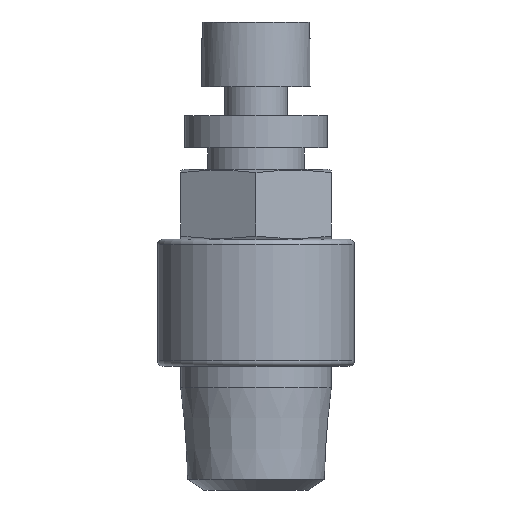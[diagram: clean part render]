
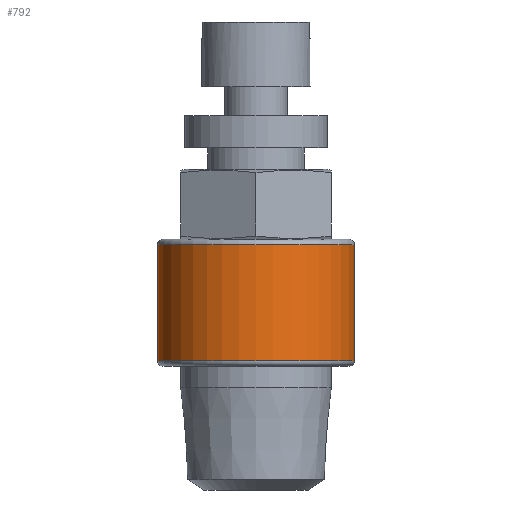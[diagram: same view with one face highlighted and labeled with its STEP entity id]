
A CAD part, left-side view. The second image highlights one B-rep face of the part: STEP entity #792.
In plain terms, the highlighted cylindrical face has radius 9.15 mm (diameter 18.3 mm), a full revolution.
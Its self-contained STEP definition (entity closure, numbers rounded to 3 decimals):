
#26=FACE_BOUND('',#191,.T.);
#29=B_SPLINE_CURVE_WITH_KNOTS('',3,(#1206,#1207,#1208,#1209,#1210,#1211,
#1212,#1213,#1214,#1215,#1216,#1217,#1218,#1219,#1220,#1221,#1222,#1223,
#1224,#1225,#1226,#1227,#1228,#1229,#1230,#1231,#1232,#1233,#1234,#1235,
#1236,#1237,#1238,#1239),.UNSPECIFIED.,.F.,.F.,(4,2,2,2,2,2,2,2,2,2,2,2,
2,2,2,2,4),(0.74,0.855,1.71,2.566,
3.421,4.274,5.127,5.981,6.834,
7.687,8.54,9.393,10.246,11.102,
11.957,12.812,12.928),.UNSPECIFIED.);
#30=B_SPLINE_CURVE_WITH_KNOTS('',3,(#1244,#1245,#1246,#1247,#1248,#1249,
#1250,#1251,#1252,#1253,#1254,#1255,#1256,#1257,#1258,#1259,#1260,#1261,
#1262,#1263,#1264,#1265,#1266,#1267,#1268,#1269,#1270,#1271,#1272,#1273,
#1274,#1275,#1276,#1277),.UNSPECIFIED.,.F.,.F.,(4,2,2,2,2,2,2,2,2,2,2,2,
2,2,2,2,4),(14.407,14.523,15.378,16.233,
17.088,17.942,18.795,19.648,20.501,
21.354,22.207,23.061,23.914,24.769,
25.624,26.48,26.595),.UNSPECIFIED.);
#131=FACE_OUTER_BOUND('',#190,.T.);
#190=EDGE_LOOP('',(#709,#710,#711,#712,#713));
#191=EDGE_LOOP('',(#714,#715,#716,#717,#718,#719,#720,#721));
#201=LINE('',#1167,#243);
#207=LINE('',#1281,#249);
#238=LINE('',#1465,#280);
#243=VECTOR('',#925,1.);
#249=VECTOR('',#953,1.);
#280=VECTOR('',#1124,9.15);
#285=CIRCLE('',#807,9.15);
#286=CIRCLE('',#810,9.15);
#292=CIRCLE('',#821,9.15);
#293=CIRCLE('',#823,9.15);
#324=CIRCLE('',#888,9.15);
#325=CIRCLE('',#890,9.15);
#326=CIRCLE('',#891,9.15);
#333=VERTEX_POINT('',#1155);
#334=VERTEX_POINT('',#1156);
#337=VERTEX_POINT('',#1166);
#339=VERTEX_POINT('',#1174);
#348=VERTEX_POINT('',#1205);
#349=VERTEX_POINT('',#1242);
#350=VERTEX_POINT('',#1279);
#351=VERTEX_POINT('',#1280);
#397=VERTEX_POINT('',#1460);
#398=VERTEX_POINT('',#1464);
#399=VERTEX_POINT('',#1466);
#407=EDGE_CURVE('',#333,#334,#285,.T.);
#411=EDGE_CURVE('',#334,#337,#201,.T.);
#414=EDGE_CURVE('',#337,#339,#286,.T.);
#426=EDGE_CURVE('',#348,#333,#29,.T.);
#429=EDGE_CURVE('',#339,#349,#30,.T.);
#430=EDGE_CURVE('',#350,#351,#207,.T.);
#433=EDGE_CURVE('',#349,#350,#292,.T.);
#434=EDGE_CURVE('',#351,#348,#293,.T.);
#505=EDGE_CURVE('',#397,#397,#324,.T.);
#506=EDGE_CURVE('',#397,#398,#238,.T.);
#507=EDGE_CURVE('',#399,#398,#325,.T.);
#508=EDGE_CURVE('',#398,#399,#326,.T.);
#709=ORIENTED_EDGE('',*,*,#505,.F.);
#710=ORIENTED_EDGE('',*,*,#506,.T.);
#711=ORIENTED_EDGE('',*,*,#507,.F.);
#712=ORIENTED_EDGE('',*,*,#508,.F.);
#713=ORIENTED_EDGE('',*,*,#506,.F.);
#714=ORIENTED_EDGE('',*,*,#414,.T.);
#715=ORIENTED_EDGE('',*,*,#429,.T.);
#716=ORIENTED_EDGE('',*,*,#433,.T.);
#717=ORIENTED_EDGE('',*,*,#430,.T.);
#718=ORIENTED_EDGE('',*,*,#434,.T.);
#719=ORIENTED_EDGE('',*,*,#426,.T.);
#720=ORIENTED_EDGE('',*,*,#407,.T.);
#721=ORIENTED_EDGE('',*,*,#411,.T.);
#744=CYLINDRICAL_SURFACE('',#889,9.15);
#792=ADVANCED_FACE('',(#131,#26),#744,.T.);
#807=AXIS2_PLACEMENT_3D('',#1157,#919,#920);
#810=AXIS2_PLACEMENT_3D('',#1175,#929,#930);
#821=AXIS2_PLACEMENT_3D('',#1285,#958,#959);
#823=AXIS2_PLACEMENT_3D('',#1287,#962,#963);
#888=AXIS2_PLACEMENT_3D('',#1462,#1120,#1121);
#889=AXIS2_PLACEMENT_3D('',#1463,#1122,#1123);
#890=AXIS2_PLACEMENT_3D('',#1467,#1125,#1126);
#891=AXIS2_PLACEMENT_3D('',#1468,#1127,#1128);
#919=DIRECTION('center_axis',(0.,0.,1.));
#920=DIRECTION('ref_axis',(1.,0.,0.));
#925=DIRECTION('',(0.,0.,-1.));
#929=DIRECTION('center_axis',(0.,0.,-1.));
#930=DIRECTION('ref_axis',(1.,0.,0.));
#953=DIRECTION('',(0.,0.,1.));
#958=DIRECTION('center_axis',(0.,0.,-1.));
#959=DIRECTION('ref_axis',(1.,0.,0.));
#962=DIRECTION('center_axis',(0.,0.,1.));
#963=DIRECTION('ref_axis',(1.,0.,0.));
#1120=DIRECTION('center_axis',(0.,0.,1.));
#1121=DIRECTION('ref_axis',(-1.,0.,0.));
#1122=DIRECTION('center_axis',(0.,0.,1.));
#1123=DIRECTION('ref_axis',(1.,0.,0.));
#1124=DIRECTION('',(0.,0.,-1.));
#1125=DIRECTION('center_axis',(0.,0.,-1.));
#1126=DIRECTION('ref_axis',(-1.,0.,0.));
#1127=DIRECTION('center_axis',(0.,0.,-1.));
#1128=DIRECTION('ref_axis',(-1.,0.,0.));
#1155=CARTESIAN_POINT('',(8.03,4.386,18.75));
#1156=CARTESIAN_POINT('',(7.35,5.45,18.75));
#1157=CARTESIAN_POINT('Origin',(0.,0.,18.75));
#1166=CARTESIAN_POINT('',(7.35,5.45,17.25));
#1167=CARTESIAN_POINT('',(7.35,5.45,17.4));
#1174=CARTESIAN_POINT('',(8.03,4.386,17.25));
#1175=CARTESIAN_POINT('Origin',(0.,0.,17.25));
#1205=CARTESIAN_POINT('',(8.03,-4.386,18.75));
#1206=CARTESIAN_POINT('Ctrl Pts',(8.03,-4.386,18.75));
#1207=CARTESIAN_POINT('Ctrl Pts',(8.034,-4.38,18.789));
#1208=CARTESIAN_POINT('Ctrl Pts',(8.038,-4.372,18.828));
#1209=CARTESIAN_POINT('Ctrl Pts',(8.073,-4.307,19.157));
#1210=CARTESIAN_POINT('Ctrl Pts',(8.12,-4.22,19.443));
#1211=CARTESIAN_POINT('Ctrl Pts',(8.234,-3.992,19.989));
#1212=CARTESIAN_POINT('Ctrl Pts',(8.302,-3.85,20.25));
#1213=CARTESIAN_POINT('Ctrl Pts',(8.445,-3.525,20.731));
#1214=CARTESIAN_POINT('Ctrl Pts',(8.52,-3.342,20.951));
#1215=CARTESIAN_POINT('Ctrl Pts',(8.663,-2.952,21.341));
#1216=CARTESIAN_POINT('Ctrl Pts',(8.736,-2.732,21.525));
#1217=CARTESIAN_POINT('Ctrl Pts',(8.872,-2.251,21.85));
#1218=CARTESIAN_POINT('Ctrl Pts',(8.935,-1.99,21.991));
#1219=CARTESIAN_POINT('Ctrl Pts',(9.04,-1.443,22.22));
#1220=CARTESIAN_POINT('Ctrl Pts',(9.081,-1.156,22.307));
#1221=CARTESIAN_POINT('Ctrl Pts',(9.136,-0.577,22.422));
#1222=CARTESIAN_POINT('Ctrl Pts',(9.15,-0.284,22.45));
#1223=CARTESIAN_POINT('Ctrl Pts',(9.15,0.284,22.45));
#1224=CARTESIAN_POINT('Ctrl Pts',(9.136,0.577,22.422));
#1225=CARTESIAN_POINT('Ctrl Pts',(9.081,1.156,22.307));
#1226=CARTESIAN_POINT('Ctrl Pts',(9.04,1.443,22.22));
#1227=CARTESIAN_POINT('Ctrl Pts',(8.935,1.99,21.991));
#1228=CARTESIAN_POINT('Ctrl Pts',(8.872,2.251,21.85));
#1229=CARTESIAN_POINT('Ctrl Pts',(8.736,2.732,21.525));
#1230=CARTESIAN_POINT('Ctrl Pts',(8.663,2.952,21.341));
#1231=CARTESIAN_POINT('Ctrl Pts',(8.52,3.342,20.951));
#1232=CARTESIAN_POINT('Ctrl Pts',(8.445,3.525,20.731));
#1233=CARTESIAN_POINT('Ctrl Pts',(8.302,3.85,20.25));
#1234=CARTESIAN_POINT('Ctrl Pts',(8.234,3.992,19.989));
#1235=CARTESIAN_POINT('Ctrl Pts',(8.12,4.22,19.443));
#1236=CARTESIAN_POINT('Ctrl Pts',(8.073,4.307,19.157));
#1237=CARTESIAN_POINT('Ctrl Pts',(8.038,4.372,18.828));
#1238=CARTESIAN_POINT('Ctrl Pts',(8.034,4.38,18.789));
#1239=CARTESIAN_POINT('Ctrl Pts',(8.03,4.386,18.75));
#1242=CARTESIAN_POINT('',(8.03,-4.386,17.25));
#1244=CARTESIAN_POINT('Ctrl Pts',(8.03,4.386,17.25));
#1245=CARTESIAN_POINT('Ctrl Pts',(8.034,4.38,17.211));
#1246=CARTESIAN_POINT('Ctrl Pts',(8.038,4.372,17.172));
#1247=CARTESIAN_POINT('Ctrl Pts',(8.073,4.307,16.843));
#1248=CARTESIAN_POINT('Ctrl Pts',(8.12,4.22,16.557));
#1249=CARTESIAN_POINT('Ctrl Pts',(8.234,3.992,16.011));
#1250=CARTESIAN_POINT('Ctrl Pts',(8.302,3.85,15.75));
#1251=CARTESIAN_POINT('Ctrl Pts',(8.445,3.525,15.269));
#1252=CARTESIAN_POINT('Ctrl Pts',(8.52,3.342,15.049));
#1253=CARTESIAN_POINT('Ctrl Pts',(8.663,2.952,14.659));
#1254=CARTESIAN_POINT('Ctrl Pts',(8.736,2.732,14.475));
#1255=CARTESIAN_POINT('Ctrl Pts',(8.872,2.251,14.15));
#1256=CARTESIAN_POINT('Ctrl Pts',(8.935,1.99,14.009));
#1257=CARTESIAN_POINT('Ctrl Pts',(9.04,1.443,13.78));
#1258=CARTESIAN_POINT('Ctrl Pts',(9.081,1.156,13.693));
#1259=CARTESIAN_POINT('Ctrl Pts',(9.136,0.577,13.578));
#1260=CARTESIAN_POINT('Ctrl Pts',(9.15,0.284,13.55));
#1261=CARTESIAN_POINT('Ctrl Pts',(9.15,-0.284,13.55));
#1262=CARTESIAN_POINT('Ctrl Pts',(9.136,-0.577,13.578));
#1263=CARTESIAN_POINT('Ctrl Pts',(9.081,-1.156,13.693));
#1264=CARTESIAN_POINT('Ctrl Pts',(9.04,-1.443,13.78));
#1265=CARTESIAN_POINT('Ctrl Pts',(8.935,-1.99,14.009));
#1266=CARTESIAN_POINT('Ctrl Pts',(8.872,-2.251,14.15));
#1267=CARTESIAN_POINT('Ctrl Pts',(8.736,-2.732,14.475));
#1268=CARTESIAN_POINT('Ctrl Pts',(8.663,-2.952,14.659));
#1269=CARTESIAN_POINT('Ctrl Pts',(8.52,-3.342,15.049));
#1270=CARTESIAN_POINT('Ctrl Pts',(8.445,-3.525,15.269));
#1271=CARTESIAN_POINT('Ctrl Pts',(8.302,-3.85,15.75));
#1272=CARTESIAN_POINT('Ctrl Pts',(8.234,-3.992,16.011));
#1273=CARTESIAN_POINT('Ctrl Pts',(8.12,-4.22,16.557));
#1274=CARTESIAN_POINT('Ctrl Pts',(8.073,-4.307,16.843));
#1275=CARTESIAN_POINT('Ctrl Pts',(8.038,-4.372,17.172));
#1276=CARTESIAN_POINT('Ctrl Pts',(8.034,-4.38,17.211));
#1277=CARTESIAN_POINT('Ctrl Pts',(8.03,-4.386,17.25));
#1279=CARTESIAN_POINT('',(7.35,-5.45,17.25));
#1280=CARTESIAN_POINT('',(7.35,-5.45,18.75));
#1281=CARTESIAN_POINT('',(7.35,-5.45,17.4));
#1285=CARTESIAN_POINT('Origin',(0.,0.,17.25));
#1287=CARTESIAN_POINT('Origin',(0.,0.,18.75));
#1460=CARTESIAN_POINT('',(-9.15,0.,22.8));
#1462=CARTESIAN_POINT('Origin',(0.,0.,22.8));
#1463=CARTESIAN_POINT('Origin',(0.,0.,17.4));
#1464=CARTESIAN_POINT('',(-9.15,0.,12.));
#1465=CARTESIAN_POINT('',(-9.15,0.,17.4));
#1466=CARTESIAN_POINT('',(9.15,0.,12.));
#1467=CARTESIAN_POINT('Origin',(0.,0.,12.));
#1468=CARTESIAN_POINT('Origin',(0.,0.,12.));
